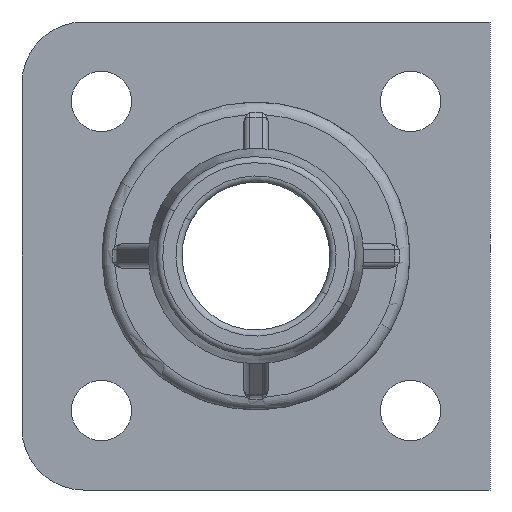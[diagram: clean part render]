
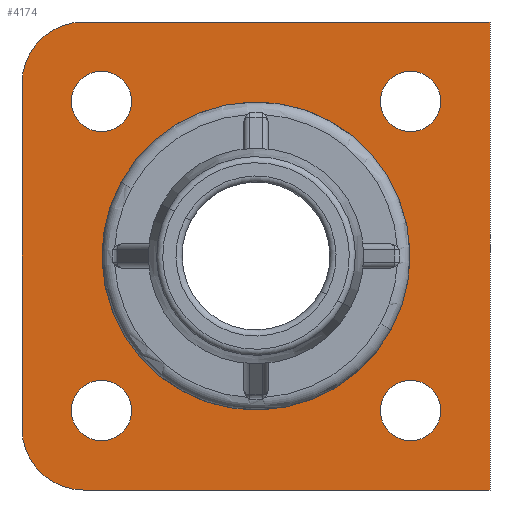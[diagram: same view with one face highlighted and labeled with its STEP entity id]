
A CAD part, left-side view. The second image highlights one B-rep face of the part: STEP entity #4174.
In plain terms, the highlighted planar face has unit normal (-1, 0, 0).
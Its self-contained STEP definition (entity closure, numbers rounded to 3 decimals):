
#57=CARTESIAN_POINT('Line Origine',(0.,-2.5,-19.)) ;
#61=CARTESIAN_POINT('Vertex',(0.,-19.,-19.)) ;
#63=CARTESIAN_POINT('Vertex',(0.,14.,-19.)) ;
#110=CARTESIAN_POINT('Vertex',(0.,10.1,-12.55)) ;
#113=CARTESIAN_POINT('Axis2P3D Location',(0.,12.55,-12.55)) ;
#117=CARTESIAN_POINT('Vertex',(0.,15.,-12.55)) ;
#137=CARTESIAN_POINT('Axis2P3D Location',(0.,12.55,-12.55)) ;
#167=CARTESIAN_POINT('Vertex',(0.,-10.1,12.55)) ;
#170=CARTESIAN_POINT('Axis2P3D Location',(0.,-12.55,12.55)) ;
#174=CARTESIAN_POINT('Vertex',(0.,-15.,12.55)) ;
#194=CARTESIAN_POINT('Axis2P3D Location',(0.,-12.55,12.55)) ;
#215=CARTESIAN_POINT('Vertex',(0.,10.97,5.993)) ;
#220=CARTESIAN_POINT('Axis2P3D Location',(0.,0.,0.)) ;
#224=CARTESIAN_POINT('Vertex',(0.,-10.97,-5.993)) ;
#246=CARTESIAN_POINT('Axis2P3D Location',(0.,0.,0.)) ;
#281=CARTESIAN_POINT('Vertex',(0.,-10.1,-12.55)) ;
#284=CARTESIAN_POINT('Axis2P3D Location',(0.,-12.55,-12.55)) ;
#288=CARTESIAN_POINT('Vertex',(0.,-15.,-12.55)) ;
#308=CARTESIAN_POINT('Axis2P3D Location',(0.,-12.55,-12.55)) ;
#338=CARTESIAN_POINT('Vertex',(0.,10.1,12.55)) ;
#341=CARTESIAN_POINT('Axis2P3D Location',(0.,12.55,12.55)) ;
#345=CARTESIAN_POINT('Vertex',(0.,15.,12.55)) ;
#365=CARTESIAN_POINT('Axis2P3D Location',(0.,12.55,12.55)) ;
#3993=CARTESIAN_POINT('Line Origine',(0.,-2.5,19.)) ;
#3997=CARTESIAN_POINT('Vertex',(0.,14.,19.)) ;
#3999=CARTESIAN_POINT('Vertex',(0.,-19.,19.)) ;
#4044=CARTESIAN_POINT('Vertex',(0.,19.,14.)) ;
#4047=CARTESIAN_POINT('Axis2P3D Location',(0.,14.,14.)) ;
#4064=CARTESIAN_POINT('Line Origine',(0.,19.,0.)) ;
#4068=CARTESIAN_POINT('Vertex',(0.,19.,-14.)) ;
#4131=CARTESIAN_POINT('Axis2P3D Location',(0.,0.,0.)) ;
#4136=CARTESIAN_POINT('Line Origine',(0.,-19.,0.)) ;
#4141=CARTESIAN_POINT('Axis2P3D Location',(0.,14.,-14.)) ;
#58=DIRECTION('Vector Direction',(0.,-1.,0.)) ;
#114=DIRECTION('Axis2P3D Direction',(1.,0.,0.)) ;
#138=DIRECTION('Axis2P3D Direction',(1.,0.,0.)) ;
#171=DIRECTION('Axis2P3D Direction',(1.,0.,0.)) ;
#195=DIRECTION('Axis2P3D Direction',(1.,0.,0.)) ;
#221=DIRECTION('Axis2P3D Direction',(1.,0.,0.)) ;
#247=DIRECTION('Axis2P3D Direction',(1.,0.,0.)) ;
#285=DIRECTION('Axis2P3D Direction',(1.,0.,0.)) ;
#309=DIRECTION('Axis2P3D Direction',(1.,0.,0.)) ;
#342=DIRECTION('Axis2P3D Direction',(1.,0.,0.)) ;
#366=DIRECTION('Axis2P3D Direction',(1.,0.,0.)) ;
#3994=DIRECTION('Vector Direction',(0.,1.,0.)) ;
#4048=DIRECTION('Axis2P3D Direction',(1.,0.,-0.)) ;
#4065=DIRECTION('Vector Direction',(0.,0.,1.)) ;
#4132=DIRECTION('Axis2P3D Direction',(1.,0.,0.)) ;
#4133=DIRECTION('Axis2P3D XDirection',(0.,1.,0.)) ;
#4137=DIRECTION('Vector Direction',(0.,0.,-1.)) ;
#4142=DIRECTION('Axis2P3D Direction',(1.,0.,0.)) ;
#115=AXIS2_PLACEMENT_3D('Circle Axis2P3D',#113,#114,$) ;
#139=AXIS2_PLACEMENT_3D('Circle Axis2P3D',#137,#138,$) ;
#172=AXIS2_PLACEMENT_3D('Circle Axis2P3D',#170,#171,$) ;
#196=AXIS2_PLACEMENT_3D('Circle Axis2P3D',#194,#195,$) ;
#222=AXIS2_PLACEMENT_3D('Circle Axis2P3D',#220,#221,$) ;
#248=AXIS2_PLACEMENT_3D('Circle Axis2P3D',#246,#247,$) ;
#286=AXIS2_PLACEMENT_3D('Circle Axis2P3D',#284,#285,$) ;
#310=AXIS2_PLACEMENT_3D('Circle Axis2P3D',#308,#309,$) ;
#343=AXIS2_PLACEMENT_3D('Circle Axis2P3D',#341,#342,$) ;
#367=AXIS2_PLACEMENT_3D('Circle Axis2P3D',#365,#366,$) ;
#4049=AXIS2_PLACEMENT_3D('Circle Axis2P3D',#4047,#4048,$) ;
#4134=AXIS2_PLACEMENT_3D('Plane Axis2P3D',#4131,#4132,#4133) ;
#4143=AXIS2_PLACEMENT_3D('Circle Axis2P3D',#4141,#4142,$) ;
#4147=ORIENTED_EDGE('',*,*,#65,.F.) ;
#4148=ORIENTED_EDGE('',*,*,#4140,.F.) ;
#4149=ORIENTED_EDGE('',*,*,#4001,.F.) ;
#4150=ORIENTED_EDGE('',*,*,#4051,.F.) ;
#4151=ORIENTED_EDGE('',*,*,#4070,.F.) ;
#4152=ORIENTED_EDGE('',*,*,#4145,.F.) ;
#4155=ORIENTED_EDGE('',*,*,#347,.T.) ;
#4156=ORIENTED_EDGE('',*,*,#369,.T.) ;
#4159=ORIENTED_EDGE('',*,*,#119,.T.) ;
#4160=ORIENTED_EDGE('',*,*,#141,.T.) ;
#4163=ORIENTED_EDGE('',*,*,#290,.T.) ;
#4164=ORIENTED_EDGE('',*,*,#312,.T.) ;
#4167=ORIENTED_EDGE('',*,*,#198,.T.) ;
#4168=ORIENTED_EDGE('',*,*,#176,.T.) ;
#4171=ORIENTED_EDGE('',*,*,#250,.T.) ;
#4172=ORIENTED_EDGE('',*,*,#226,.T.) ;
#4157=FACE_BOUND('',#4154,.T.) ;
#4161=FACE_BOUND('',#4158,.T.) ;
#4165=FACE_BOUND('',#4162,.T.) ;
#4169=FACE_BOUND('',#4166,.T.) ;
#4173=FACE_BOUND('',#4170,.T.) ;
#59=VECTOR('Line Direction',#58,1.) ;
#3995=VECTOR('Line Direction',#3994,1.) ;
#4066=VECTOR('Line Direction',#4065,1.) ;
#4138=VECTOR('Line Direction',#4137,1.) ;
#4174=ADVANCED_FACE('PartBody',(#4153,#4157,#4161,#4165,#4169,#4173),#4135,.F.) ;
#116=CIRCLE('generated circle',#115,2.45) ;
#140=CIRCLE('generated circle',#139,2.45) ;
#173=CIRCLE('generated circle',#172,2.45) ;
#197=CIRCLE('generated circle',#196,2.45) ;
#223=CIRCLE('generated circle',#222,12.5) ;
#249=CIRCLE('generated circle',#248,12.5) ;
#287=CIRCLE('generated circle',#286,2.45) ;
#311=CIRCLE('generated circle',#310,2.45) ;
#344=CIRCLE('generated circle',#343,2.45) ;
#368=CIRCLE('generated circle',#367,2.45) ;
#4050=CIRCLE('generated circle',#4049,5.) ;
#4144=CIRCLE('generated circle',#4143,5.) ;
#65=EDGE_CURVE('',#62,#64,#60,.F.) ;
#119=EDGE_CURVE('',#118,#111,#116,.T.) ;
#141=EDGE_CURVE('',#111,#118,#140,.T.) ;
#176=EDGE_CURVE('',#175,#168,#173,.T.) ;
#198=EDGE_CURVE('',#168,#175,#197,.T.) ;
#226=EDGE_CURVE('',#225,#216,#223,.T.) ;
#250=EDGE_CURVE('',#216,#225,#249,.T.) ;
#290=EDGE_CURVE('',#289,#282,#287,.T.) ;
#312=EDGE_CURVE('',#282,#289,#311,.T.) ;
#347=EDGE_CURVE('',#346,#339,#344,.T.) ;
#369=EDGE_CURVE('',#339,#346,#368,.T.) ;
#4001=EDGE_CURVE('',#3998,#4000,#3996,.F.) ;
#4051=EDGE_CURVE('',#4045,#3998,#4050,.T.) ;
#4070=EDGE_CURVE('',#4069,#4045,#4067,.T.) ;
#4140=EDGE_CURVE('',#4000,#62,#4139,.T.) ;
#4145=EDGE_CURVE('',#64,#4069,#4144,.T.) ;
#4146=EDGE_LOOP('',(#4147,#4148,#4149,#4150,#4151,#4152)) ;
#4154=EDGE_LOOP('',(#4155,#4156)) ;
#4158=EDGE_LOOP('',(#4159,#4160)) ;
#4162=EDGE_LOOP('',(#4163,#4164)) ;
#4166=EDGE_LOOP('',(#4167,#4168)) ;
#4170=EDGE_LOOP('',(#4171,#4172)) ;
#4153=FACE_OUTER_BOUND('',#4146,.T.) ;
#60=LINE('Line',#57,#59) ;
#3996=LINE('Line',#3993,#3995) ;
#4067=LINE('Line',#4064,#4066) ;
#4139=LINE('Line',#4136,#4138) ;
#4135=PLANE('Plane',#4134) ;
#62=VERTEX_POINT('',#61) ;
#64=VERTEX_POINT('',#63) ;
#111=VERTEX_POINT('',#110) ;
#118=VERTEX_POINT('',#117) ;
#168=VERTEX_POINT('',#167) ;
#175=VERTEX_POINT('',#174) ;
#216=VERTEX_POINT('',#215) ;
#225=VERTEX_POINT('',#224) ;
#282=VERTEX_POINT('',#281) ;
#289=VERTEX_POINT('',#288) ;
#339=VERTEX_POINT('',#338) ;
#346=VERTEX_POINT('',#345) ;
#3998=VERTEX_POINT('',#3997) ;
#4000=VERTEX_POINT('',#3999) ;
#4045=VERTEX_POINT('',#4044) ;
#4069=VERTEX_POINT('',#4068) ;
